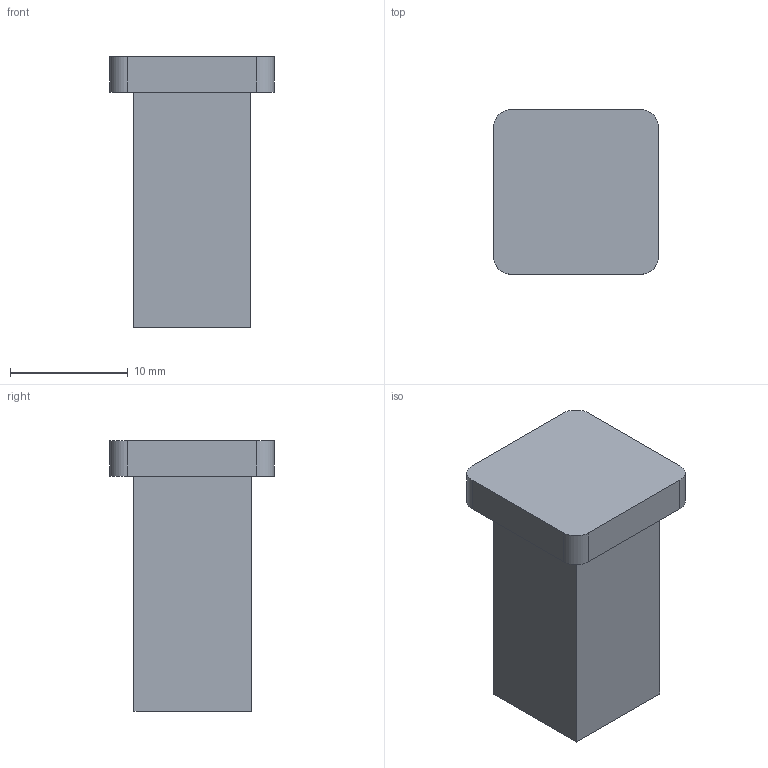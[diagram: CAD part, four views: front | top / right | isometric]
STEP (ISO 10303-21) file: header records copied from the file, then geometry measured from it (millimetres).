
FILE_DESCRIPTION(/* description */ (''),/* implementation_level */ '2;1');
FILE_NAME(/* name */ 'helping_stands.step',/* time_stamp */ '2025-08-09T09:31:57+05:30',/* author */ (''),/* organization */ (''),/* preprocessor_version */ 'ST-DEVELOPER v20.1',/* originating_system */ 'Autodesk Translation Framework v14.10.0.0',/* authorisation */ '');
FILE_SCHEMA (('AUTOMOTIVE_DESIGN { 1 0 10303 214 3 1 1 }'));
Length unit declared in the file: millimetre
Products named in the file (2): 2025-08-09-09-31-57-664; 2025-08-09-09-31-57-665
Assembly tree (1 placements, depth 2):
  2025-08-09-09-31-57-664
    2025-08-09-09-31-57-665
Bounding box: 14 x 14 x 23 mm (x, y, z)
Volume: 2564.5 mm3; surface area: 1372 mm2
Topology: 1 solids, 1 shells, 17 faces, 39 edges, 26 vertices
Faces by surface type: plane 12, cylinder 5
Full cylindrical faces by diameter (mm): 3 x1
Entity records: 543 total; most frequent: DIRECTION 89, CARTESIAN_POINT 85, ORIENTED_EDGE 78, EDGE_CURVE 39, AXIS2_PLACEMENT_3D 30, LINE 29, VECTOR 29, VERTEX_POINT 26
